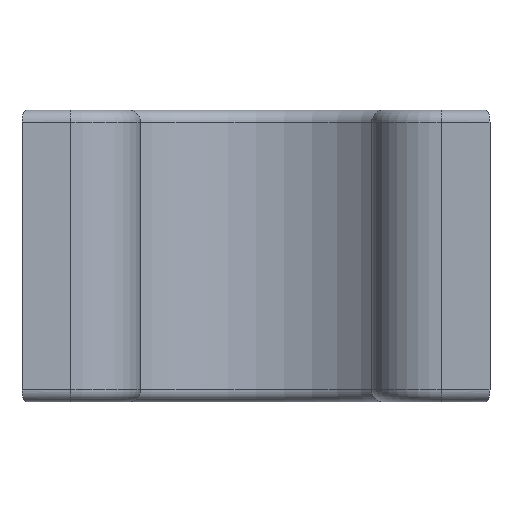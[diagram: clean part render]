
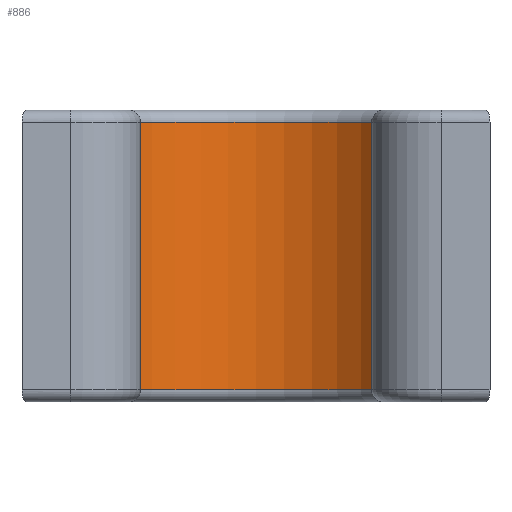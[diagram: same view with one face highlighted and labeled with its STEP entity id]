
A CAD part, front view. The second image highlights one B-rep face of the part: STEP entity #886.
In plain terms, the highlighted cylindrical face has radius 68 mm (diameter 136 mm), a partial arc.
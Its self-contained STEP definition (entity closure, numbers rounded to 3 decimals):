
#518 = VERTEX_POINT('',#519);
#519 = CARTESIAN_POINT('',(-67.341,165.558,5.));
#558 = EDGE_CURVE('',#518,#559,#561,.T.);
#559 = VERTEX_POINT('',#560);
#560 = CARTESIAN_POINT('',(67.341,165.558,5.));
#561 = CIRCLE('',#562,68.);
#562 = AXIS2_PLACEMENT_3D('',#563,#564,#565);
#563 = CARTESIAN_POINT('',(0.,175.,5.));
#564 = DIRECTION('',(-0.,0.,-1.));
#565 = DIRECTION('',(-0.99,-0.139,0.));
#757 = VERTEX_POINT('',#758);
#758 = CARTESIAN_POINT('',(-67.341,165.558,115.));
#780 = EDGE_CURVE('',#757,#781,#783,.T.);
#781 = VERTEX_POINT('',#782);
#782 = CARTESIAN_POINT('',(67.341,165.558,115.));
#783 = CIRCLE('',#784,68.);
#784 = AXIS2_PLACEMENT_3D('',#785,#786,#787);
#785 = CARTESIAN_POINT('',(0.,175.,115.));
#786 = DIRECTION('',(-0.,0.,-1.));
#787 = DIRECTION('',(-0.99,-0.139,0.));
#873 = EDGE_CURVE('',#518,#757,#874,.T.);
#874 = LINE('',#875,#876);
#875 = CARTESIAN_POINT('',(-67.341,165.558,0.));
#876 = VECTOR('',#877,1.);
#877 = DIRECTION('',(0.,0.,1.));
#886 = ADVANCED_FACE('',(#887),#898,.F.);
#887 = FACE_BOUND('',#888,.T.);
#888 = EDGE_LOOP('',(#889,#895,#896,#897));
#889 = ORIENTED_EDGE('',*,*,#890,.T.);
#890 = EDGE_CURVE('',#559,#781,#891,.T.);
#891 = LINE('',#892,#893);
#892 = CARTESIAN_POINT('',(67.341,165.558,0.));
#893 = VECTOR('',#894,1.);
#894 = DIRECTION('',(0.,0.,1.));
#895 = ORIENTED_EDGE('',*,*,#780,.F.);
#896 = ORIENTED_EDGE('',*,*,#873,.F.);
#897 = ORIENTED_EDGE('',*,*,#558,.T.);
#898 = CYLINDRICAL_SURFACE('',#899,68.);
#899 = AXIS2_PLACEMENT_3D('',#900,#901,#902);
#900 = CARTESIAN_POINT('',(0.,175.,0.));
#901 = DIRECTION('',(-0.,-0.,-1.));
#902 = DIRECTION('',(1.,0.,0.));
